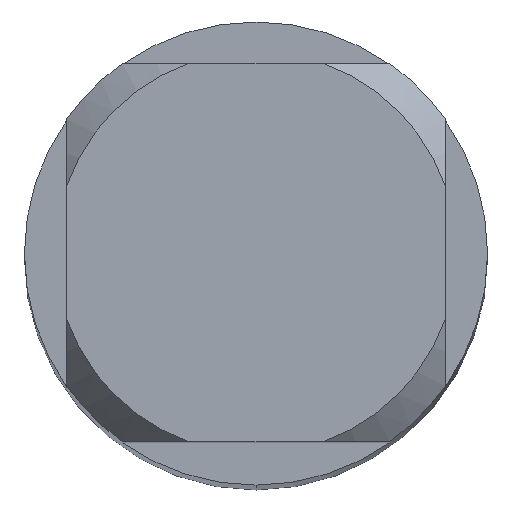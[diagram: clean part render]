
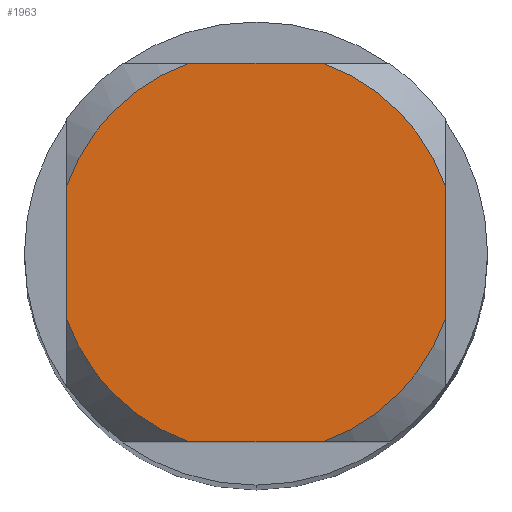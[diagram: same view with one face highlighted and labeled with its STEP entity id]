
A CAD part, top view. The second image highlights one B-rep face of the part: STEP entity #1963.
In plain terms, the highlighted planar face has unit normal (0, 0, 1).
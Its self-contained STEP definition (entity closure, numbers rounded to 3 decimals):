
#1489=VERTEX_POINT('',#4176);
#1503=VERTEX_POINT('',#4191);
#1579=VERTEX_POINT('',#4278);
#1627=EDGE_CURVE('',#1503,#2957,#4331,.T.);
#1725=VERTEX_POINT('',#4439);
#1963=ADVANCED_FACE('',(#4693),#4694,.T.);
#1999=EDGE_CURVE('',#1489,#2957,#4733,.T.);
#2517=EDGE_CURVE('',#2977,#3171,#5300,.T.);
#2877=EDGE_CURVE('',#1503,#1579,#5685,.T.);
#2957=VERTEX_POINT('',#5768);
#2977=VERTEX_POINT('',#5790);
#3039=EDGE_CURVE('',#3099,#1579,#5858,.T.);
#3099=VERTEX_POINT('',#5921);
#3103=EDGE_CURVE('',#2977,#1725,#5925,.T.);
#3171=VERTEX_POINT('',#6000);
#3685=EDGE_CURVE('',#3099,#1725,#6561,.T.);
#3821=EDGE_CURVE('',#1489,#3171,#6715,.T.);
#4176=CARTESIAN_POINT('',(-0.87,-2.45,0.0));
#4191=CARTESIAN_POINT('',(2.45,-0.87,0.0));
#4278=CARTESIAN_POINT('',(2.45,0.87,0.0));
#4331=CIRCLE('',#8039,2.6);
#4439=CARTESIAN_POINT('',(-0.87,2.45,0.0));
#4693=FACE_OUTER_BOUND('',#9057,.T.);
#4694=PLANE('',#9058);
#4733=LINE('',#9159,#9160);
#5300=LINE('',#11471,#11472);
#5685=LINE('',#12787,#12788);
#5768=CARTESIAN_POINT('',(0.87,-2.45,0.0));
#5790=CARTESIAN_POINT('',(-2.45,0.87,0.0));
#5858=CIRCLE('',#13336,2.6);
#5921=CARTESIAN_POINT('',(0.87,2.45,0.0));
#5925=CIRCLE('',#13526,2.6);
#6000=CARTESIAN_POINT('',(-2.45,-0.87,0.0));
#6561=LINE('',#16092,#16093);
#6715=CIRCLE('',#16591,2.6);
#8039=AXIS2_PLACEMENT_3D('',#17532,#17533,#17534);
#9057=EDGE_LOOP('',(#17898,#17899,#17900,#17901,#17902,#17903,#17904,#17905));
#9058=AXIS2_PLACEMENT_3D('',#17906,#17907,#17908);
#9159=CARTESIAN_POINT('',(0.0,-2.45,0.0));
#9160=VECTOR('',#17943,1.0);
#11471=CARTESIAN_POINT('',(-2.45,0.65,0.0));
#11472=VECTOR('',#18559,1.0);
#12787=CARTESIAN_POINT('',(2.45,0.65,0.0));
#12788=VECTOR('',#18900,1.0);
#13336=AXIS2_PLACEMENT_3D('',#19041,#19042,#19043);
#13526=AXIS2_PLACEMENT_3D('',#19085,#19086,#19087);
#16092=CARTESIAN_POINT('',(0.0,2.45,0.0));
#16093=VECTOR('',#19726,1.0);
#16591=AXIS2_PLACEMENT_3D('',#19995,#19996,#19997);
#17532=CARTESIAN_POINT('',(0.0,0.0,0.0));
#17533=DIRECTION('',(0.0,0.0,-1.0));
#17534=DIRECTION('',(0.0,1.0,0.0));
#17898=ORIENTED_EDGE('',*,*,#2517,.T.);
#17899=ORIENTED_EDGE('',*,*,#3821,.F.);
#17900=ORIENTED_EDGE('',*,*,#1999,.T.);
#17901=ORIENTED_EDGE('',*,*,#1627,.F.);
#17902=ORIENTED_EDGE('',*,*,#2877,.T.);
#17903=ORIENTED_EDGE('',*,*,#3039,.F.);
#17904=ORIENTED_EDGE('',*,*,#3685,.T.);
#17905=ORIENTED_EDGE('',*,*,#3103,.F.);
#17906=CARTESIAN_POINT('',(0.0,1.3,0.0));
#17907=DIRECTION('',(-0.0,0.0,1.0));
#17908=DIRECTION('',(0.0,-1.0,0.0));
#17943=DIRECTION('',(1.0,0.0,0.0));
#18559=DIRECTION('',(-0.0,-1.0,0.0));
#18900=DIRECTION('',(-0.0,1.0,0.0));
#19041=CARTESIAN_POINT('',(0.0,0.0,0.0));
#19042=DIRECTION('',(0.0,0.0,-1.0));
#19043=DIRECTION('',(0.0,1.0,0.0));
#19085=CARTESIAN_POINT('',(0.0,0.0,0.0));
#19086=DIRECTION('',(0.0,0.0,-1.0));
#19087=DIRECTION('',(0.0,1.0,0.0));
#19726=DIRECTION('',(-1.0,0.0,0.0));
#19995=CARTESIAN_POINT('',(0.0,0.0,0.0));
#19996=DIRECTION('',(0.0,0.0,-1.0));
#19997=DIRECTION('',(0.0,1.0,0.0));
